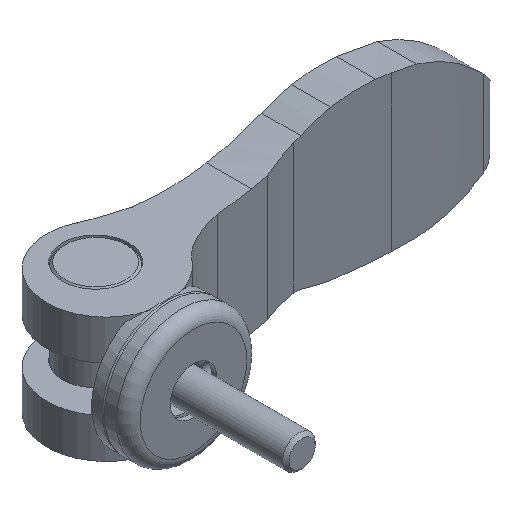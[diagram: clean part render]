
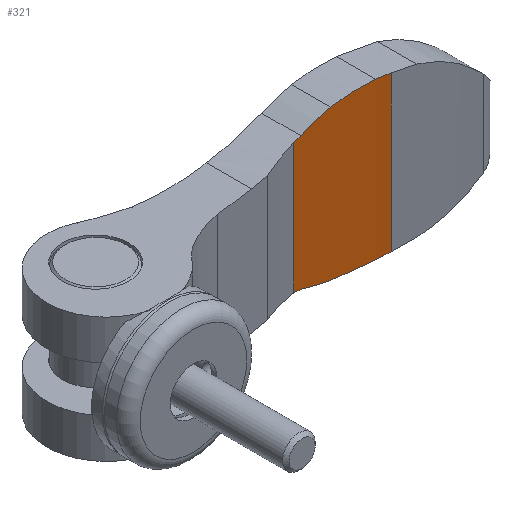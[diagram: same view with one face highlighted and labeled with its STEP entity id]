
A CAD part, isometric view. The second image highlights one B-rep face of the part: STEP entity #321.
In plain terms, the highlighted cylindrical face has radius 38.7 mm (diameter 77.4 mm), a partial arc.
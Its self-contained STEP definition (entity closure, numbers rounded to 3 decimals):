
#321 = ADVANCED_FACE( '', ( #612 ), #613, .F. );
#612 = FACE_OUTER_BOUND( '', #895, .T. );
#613 = CYLINDRICAL_SURFACE( '', #896, 38.7 );
#895 = EDGE_LOOP( '', ( #1488, #1489, #1490, #1491, #1492, #1493, #1494, #1495, #1496, #1497 ) );
#896 = AXIS2_PLACEMENT_3D( '', #1498, #1499, #1500 );
#1488 = ORIENTED_EDGE( '', *, *, #1872, .T. );
#1489 = ORIENTED_EDGE( '', *, *, #1873, .T. );
#1490 = ORIENTED_EDGE( '', *, *, #1850, .F. );
#1491 = ORIENTED_EDGE( '', *, *, #1874, .F. );
#1492 = ORIENTED_EDGE( '', *, *, #1875, .F. );
#1493 = ORIENTED_EDGE( '', *, *, #1759, .F. );
#1494 = ORIENTED_EDGE( '', *, *, #1645, .F. );
#1495 = ORIENTED_EDGE( '', *, *, #1862, .F. );
#1496 = ORIENTED_EDGE( '', *, *, #1776, .F. );
#1497 = ORIENTED_EDGE( '', *, *, #1685, .T. );
#1498 = CARTESIAN_POINT( '', ( 22.6, -38.3, 7.2 ) );
#1499 = DIRECTION( '', ( 0., 0., 1. ) );
#1500 = DIRECTION( '', ( -1., 0., 0. ) );
#1645 = EDGE_CURVE( '', #1903, #1905, #1906, .T. );
#1685 = EDGE_CURVE( '', #1975, #1973, #1976, .T. );
#1759 = EDGE_CURVE( '', #1905, #2094, #2099, .T. );
#1776 = EDGE_CURVE( '', #1975, #2122, #2123, .T. );
#1850 = EDGE_CURVE( '', #2220, #2222, #2223, .T. );
#1862 = EDGE_CURVE( '', #2122, #1903, #2237, .T. );
#1872 = EDGE_CURVE( '', #1973, #2249, #2250, .T. );
#1873 = EDGE_CURVE( '', #2249, #2222, #2251, .T. );
#1874 = EDGE_CURVE( '', #2252, #2220, #2253, .T. );
#1875 = EDGE_CURVE( '', #2094, #2252, #2254, .T. );
#1903 = VERTEX_POINT( '', #2285 );
#1905 = VERTEX_POINT( '', #2288 );
#1906 = B_SPLINE_CURVE_WITH_KNOTS( '', 3, ( #2289, #2290, #2291, #2292 ), .UNSPECIFIED., .F., .F., ( 4, 4 ), ( 0., 0.001 ), .UNSPECIFIED. );
#1973 = VERTEX_POINT( '', #2500 );
#1975 = VERTEX_POINT( '', #2505 );
#1976 = B_SPLINE_CURVE_WITH_KNOTS( '', 3, ( #2506, #2507, #2508, #2509 ), .UNSPECIFIED., .F., .F., ( 4, 4 ), ( 0., 0.001 ), .UNSPECIFIED. );
#2094 = VERTEX_POINT( '', #2807 );
#2099 = LINE( '', #2825, #2826 );
#2122 = VERTEX_POINT( '', #2899 );
#2123 = B_SPLINE_CURVE_WITH_KNOTS( '', 3, ( #2900, #2901, #2902, #2903 ), .UNSPECIFIED., .F., .F., ( 4, 4 ), ( 0., 0.003 ), .UNSPECIFIED. );
#2220 = VERTEX_POINT( '', #3115 );
#2222 = VERTEX_POINT( '', #3118 );
#2223 = B_SPLINE_CURVE_WITH_KNOTS( '', 3, ( #3119, #3120, #3121, #3122 ), .UNSPECIFIED., .F., .F., ( 4, 4 ), ( 0., 0.003 ), .UNSPECIFIED. );
#2237 = B_SPLINE_CURVE_WITH_KNOTS( '', 3, ( #3154, #3155, #3156, #3157 ), .UNSPECIFIED., .F., .F., ( 4, 4 ), ( 0., 0.004 ), .UNSPECIFIED. );
#2249 = VERTEX_POINT( '', #3169 );
#2250 = LINE( '', #3170, #3171 );
#2251 = B_SPLINE_CURVE_WITH_KNOTS( '', 3, ( #3172, #3173, #3174, #3175 ), .UNSPECIFIED., .F., .F., ( 4, 4 ), ( 0., 0.001 ), .UNSPECIFIED. );
#2252 = VERTEX_POINT( '', #3176 );
#2253 = B_SPLINE_CURVE_WITH_KNOTS( '', 3, ( #3177, #3178, #3179, #3180 ), .UNSPECIFIED., .F., .F., ( 4, 4 ), ( 0., 0.004 ), .UNSPECIFIED. );
#2254 = B_SPLINE_CURVE_WITH_KNOTS( '', 3, ( #3181, #3182, #3183, #3184 ), .UNSPECIFIED., .F., .F., ( 4, 4 ), ( 0., 0.001 ), .UNSPECIFIED. );
#2285 = CARTESIAN_POINT( '', ( 26., 0.25, 7.2 ) );
#2288 = CARTESIAN_POINT( '', ( 27.3, 0.114, 7.121 ) );
#2289 = CARTESIAN_POINT( '', ( 26., 0.25, 7.2 ) );
#2290 = CARTESIAN_POINT( '', ( 26.435, 0.212, 7.181 ) );
#2291 = CARTESIAN_POINT( '', ( 26.868, 0.166, 7.154 ) );
#2292 = CARTESIAN_POINT( '', ( 27.3, 0.114, 7.121 ) );
#2500 = CARTESIAN_POINT( '', ( 18.4, 0.171, 6.002 ) );
#2505 = CARTESIAN_POINT( '', ( 19.151, 0.246, 6.1 ) );
#2506 = CARTESIAN_POINT( '', ( 19.151, 0.246, 6.1 ) );
#2507 = CARTESIAN_POINT( '', ( 18.901, 0.224, 6.065 ) );
#2508 = CARTESIAN_POINT( '', ( 18.65, 0.199, 6.032 ) );
#2509 = CARTESIAN_POINT( '', ( 18.4, 0.171, 6.002 ) );
#2807 = CARTESIAN_POINT( '', ( 27.3, 0.114, -7.121 ) );
#2825 = CARTESIAN_POINT( '', ( 27.3, 0.114, 7.2 ) );
#2826 = VECTOR( '', #3349, 1000. );
#2899 = CARTESIAN_POINT( '', ( 22., 0.395, 6.9 ) );
#2900 = CARTESIAN_POINT( '', ( 19.151, 0.246, 6.1 ) );
#2901 = CARTESIAN_POINT( '', ( 20.076, 0.329, 6.449 ) );
#2902 = CARTESIAN_POINT( '', ( 21.025, 0.38, 6.716 ) );
#2903 = CARTESIAN_POINT( '', ( 22., 0.395, 6.9 ) );
#3115 = CARTESIAN_POINT( '', ( 22., 0.395, -6.9 ) );
#3118 = CARTESIAN_POINT( '', ( 19.151, 0.246, -6.1 ) );
#3119 = CARTESIAN_POINT( '', ( 22., 0.395, -6.9 ) );
#3120 = CARTESIAN_POINT( '', ( 21.025, 0.38, -6.716 ) );
#3121 = CARTESIAN_POINT( '', ( 20.076, 0.329, -6.449 ) );
#3122 = CARTESIAN_POINT( '', ( 19.151, 0.246, -6.1 ) );
#3154 = CARTESIAN_POINT( '', ( 22., 0.395, 6.9 ) );
#3155 = CARTESIAN_POINT( '', ( 23.328, 0.416, 7.1 ) );
#3156 = CARTESIAN_POINT( '', ( 24.662, 0.368, 7.199 ) );
#3157 = CARTESIAN_POINT( '', ( 26., 0.25, 7.2 ) );
#3169 = CARTESIAN_POINT( '', ( 18.4, 0.171, -6.002 ) );
#3170 = CARTESIAN_POINT( '', ( 18.4, 0.171, 7.2 ) );
#3171 = VECTOR( '', #3442, 1000. );
#3172 = CARTESIAN_POINT( '', ( 18.4, 0.171, -6.002 ) );
#3173 = CARTESIAN_POINT( '', ( 18.65, 0.199, -6.032 ) );
#3174 = CARTESIAN_POINT( '', ( 18.901, 0.224, -6.065 ) );
#3175 = CARTESIAN_POINT( '', ( 19.151, 0.246, -6.1 ) );
#3176 = CARTESIAN_POINT( '', ( 26., 0.25, -7.2 ) );
#3177 = CARTESIAN_POINT( '', ( 26., 0.25, -7.2 ) );
#3178 = CARTESIAN_POINT( '', ( 24.662, 0.368, -7.199 ) );
#3179 = CARTESIAN_POINT( '', ( 23.328, 0.416, -7.1 ) );
#3180 = CARTESIAN_POINT( '', ( 22., 0.395, -6.9 ) );
#3181 = CARTESIAN_POINT( '', ( 27.3, 0.114, -7.121 ) );
#3182 = CARTESIAN_POINT( '', ( 26.868, 0.166, -7.154 ) );
#3183 = CARTESIAN_POINT( '', ( 26.435, 0.212, -7.181 ) );
#3184 = CARTESIAN_POINT( '', ( 26., 0.25, -7.2 ) );
#3349 = DIRECTION( '', ( 0., 0., -1. ) );
#3442 = DIRECTION( '', ( 0., 0., -1. ) );
